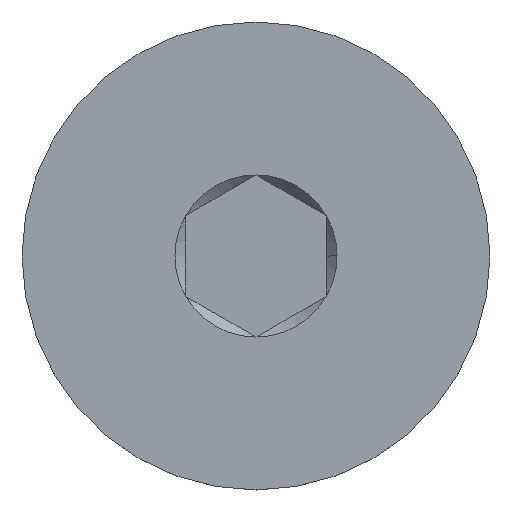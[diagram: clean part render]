
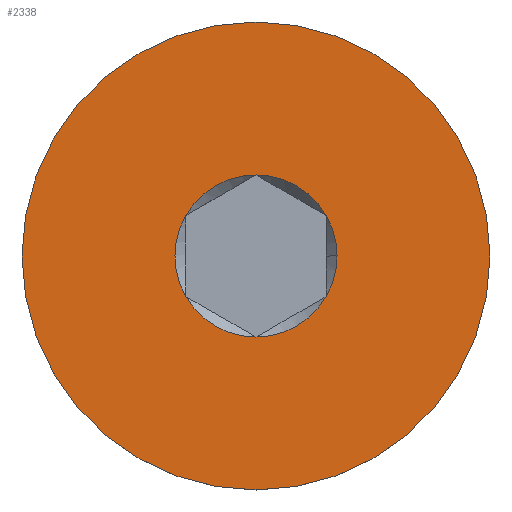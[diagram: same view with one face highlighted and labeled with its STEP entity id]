
A CAD part, top view. The second image highlights one B-rep face of the part: STEP entity #2338.
In plain terms, the highlighted planar face has unit normal (0, 0, 1).
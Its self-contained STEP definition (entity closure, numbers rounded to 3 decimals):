
#49 = AXIS2_PLACEMENT_3D ( 'NONE', #1180, #2080, #2089 ) ;
#55 = CIRCLE ( 'NONE', #1126, 0.866 ) ;
#57 = DIRECTION ( 'NONE',  ( 0., 0., 1. ) ) ;
#77 = EDGE_CURVE ( 'NONE', #408, #754, #1091, .T. ) ;
#98 = CARTESIAN_POINT ( 'NONE',  ( 0., 0., 3. ) ) ;
#108 = AXIS2_PLACEMENT_3D ( 'NONE', #2517, #2318, #2749 ) ;
#146 = EDGE_CURVE ( 'NONE', #754, #1800, #1826, .T. ) ;
#299 = ORIENTED_EDGE ( 'NONE', *, *, #993, .F. ) ;
#334 = AXIS2_PLACEMENT_3D ( 'NONE', #804, #350, #1945 ) ;
#350 = DIRECTION ( 'NONE',  ( 0., 0., 1. ) ) ;
#368 = DIRECTION ( 'NONE',  ( 0., 0., 1. ) ) ;
#377 = ORIENTED_EDGE ( 'NONE', *, *, #1389, .F. ) ;
#408 = VERTEX_POINT ( 'NONE', #1511 ) ;
#452 = FACE_OUTER_BOUND ( 'NONE', #836, .T. ) ;
#491 = DIRECTION ( 'NONE',  ( 0., 0., 1. ) ) ;
#497 = VERTEX_POINT ( 'NONE', #853 ) ;
#499 = CIRCLE ( 'NONE', #334, 2.5 ) ;
#620 = AXIS2_PLACEMENT_3D ( 'NONE', #2847, #368, #812 ) ;
#754 = VERTEX_POINT ( 'NONE', #2056 ) ;
#778 = CARTESIAN_POINT ( 'NONE',  ( 0., -0.866, 3. ) ) ;
#792 = AXIS2_PLACEMENT_3D ( 'NONE', #1111, #894, #1122 ) ;
#804 = CARTESIAN_POINT ( 'NONE',  ( 0., 0., 3. ) ) ;
#812 = DIRECTION ( 'NONE',  ( 1., 0., 0. ) ) ;
#836 = EDGE_LOOP ( 'NONE', ( #1761, #1644 ) ) ;
#853 = CARTESIAN_POINT ( 'NONE',  ( 0.866, 0., 3. ) ) ;
#857 = DIRECTION ( 'NONE',  ( 0., 0., 1. ) ) ;
#876 = CARTESIAN_POINT ( 'NONE',  ( 0., 0., 3. ) ) ;
#894 = DIRECTION ( 'NONE',  ( 0., 0., 1. ) ) ;
#943 = EDGE_LOOP ( 'NONE', ( #377, #1128, #1469, #2286, #1187, #299, #2107 ) ) ;
#993 = EDGE_CURVE ( 'NONE', #497, #2181, #2638, .T. ) ;
#1060 = CIRCLE ( 'NONE', #1643, 2.5 ) ;
#1091 = CIRCLE ( 'NONE', #2679, 0.866 ) ;
#1111 = CARTESIAN_POINT ( 'NONE',  ( 0., 0., 3. ) ) ;
#1122 = DIRECTION ( 'NONE',  ( 1., 0., 0. ) ) ;
#1126 = AXIS2_PLACEMENT_3D ( 'NONE', #98, #1458, #1225 ) ;
#1128 = ORIENTED_EDGE ( 'NONE', *, *, #146, .F. ) ;
#1180 = CARTESIAN_POINT ( 'NONE',  ( 0., 1.25, 3. ) ) ;
#1187 = ORIENTED_EDGE ( 'NONE', *, *, #2760, .F. ) ;
#1196 = VERTEX_POINT ( 'NONE', #1300 ) ;
#1225 = DIRECTION ( 'NONE',  ( 1., 0., 0. ) ) ;
#1255 = CIRCLE ( 'NONE', #792, 0.866 ) ;
#1300 = CARTESIAN_POINT ( 'NONE',  ( 0., -2.5, 3. ) ) ;
#1389 = EDGE_CURVE ( 'NONE', #1800, #2606, #1255, .T. ) ;
#1395 = DIRECTION ( 'NONE',  ( 1., 0., 0. ) ) ;
#1413 = CARTESIAN_POINT ( 'NONE',  ( 0.75, -0.433, 3. ) ) ;
#1458 = DIRECTION ( 'NONE',  ( 0., 0., 1. ) ) ;
#1469 = ORIENTED_EDGE ( 'NONE', *, *, #77, .F. ) ;
#1511 = CARTESIAN_POINT ( 'NONE',  ( -0.75, 0.433, 3. ) ) ;
#1522 = CIRCLE ( 'NONE', #2190, 0.866 ) ;
#1538 = DIRECTION ( 'NONE',  ( 0., -1., 0. ) ) ;
#1550 = VERTEX_POINT ( 'NONE', #2786 ) ;
#1643 = AXIS2_PLACEMENT_3D ( 'NONE', #876, #857, #1538 ) ;
#1644 = ORIENTED_EDGE ( 'NONE', *, *, #1782, .T. ) ;
#1652 = FACE_BOUND ( 'NONE', #943, .T. ) ;
#1662 = AXIS2_PLACEMENT_3D ( 'NONE', #1856, #491, #2088 ) ;
#1761 = ORIENTED_EDGE ( 'NONE', *, *, #1953, .T. ) ;
#1782 = EDGE_CURVE ( 'NONE', #1550, #1196, #499, .T. ) ;
#1800 = VERTEX_POINT ( 'NONE', #778 ) ;
#1826 = CIRCLE ( 'NONE', #1662, 0.866 ) ;
#1856 = CARTESIAN_POINT ( 'NONE',  ( 0., 0., 3. ) ) ;
#1877 = CARTESIAN_POINT ( 'NONE',  ( 0., 0., 3. ) ) ;
#1897 = VERTEX_POINT ( 'NONE', #1989 ) ;
#1945 = DIRECTION ( 'NONE',  ( 0., -1., 0. ) ) ;
#1953 = EDGE_CURVE ( 'NONE', #1196, #1550, #1060, .T. ) ;
#1989 = CARTESIAN_POINT ( 'NONE',  ( 0., 0.866, 3. ) ) ;
#2031 = DIRECTION ( 'NONE',  ( 0., 0., 1. ) ) ;
#2056 = CARTESIAN_POINT ( 'NONE',  ( -0.75, -0.433, 3. ) ) ;
#2080 = DIRECTION ( 'NONE',  ( 0., 0., 1. ) ) ;
#2088 = DIRECTION ( 'NONE',  ( 1., 0., 0. ) ) ;
#2089 = DIRECTION ( 'NONE',  ( 0., -1., 0. ) ) ;
#2094 = CARTESIAN_POINT ( 'NONE',  ( 0., 0., 3. ) ) ;
#2096 = PLANE ( 'NONE',  #49 ) ;
#2107 = ORIENTED_EDGE ( 'NONE', *, *, #2215, .F. ) ;
#2181 = VERTEX_POINT ( 'NONE', #2272 ) ;
#2190 = AXIS2_PLACEMENT_3D ( 'NONE', #2094, #57, #2522 ) ;
#2215 = EDGE_CURVE ( 'NONE', #2606, #497, #2292, .T. ) ;
#2272 = CARTESIAN_POINT ( 'NONE',  ( 0.75, 0.433, 3. ) ) ;
#2286 = ORIENTED_EDGE ( 'NONE', *, *, #2460, .F. ) ;
#2292 = CIRCLE ( 'NONE', #108, 0.866 ) ;
#2318 = DIRECTION ( 'NONE',  ( 0., 0., 1. ) ) ;
#2338 = ADVANCED_FACE ( 'NONE', ( #1652, #452 ), #2096, .T. ) ;
#2460 = EDGE_CURVE ( 'NONE', #1897, #408, #55, .T. ) ;
#2517 = CARTESIAN_POINT ( 'NONE',  ( 0., 0., 3. ) ) ;
#2522 = DIRECTION ( 'NONE',  ( 1., 0., 0. ) ) ;
#2606 = VERTEX_POINT ( 'NONE', #1413 ) ;
#2638 = CIRCLE ( 'NONE', #620, 0.866 ) ;
#2679 = AXIS2_PLACEMENT_3D ( 'NONE', #1877, #2031, #1395 ) ;
#2749 = DIRECTION ( 'NONE',  ( 1., 0., 0. ) ) ;
#2760 = EDGE_CURVE ( 'NONE', #2181, #1897, #1522, .T. ) ;
#2786 = CARTESIAN_POINT ( 'NONE',  ( 0., 2.5, 3. ) ) ;
#2847 = CARTESIAN_POINT ( 'NONE',  ( 0., 0., 3. ) ) ;
